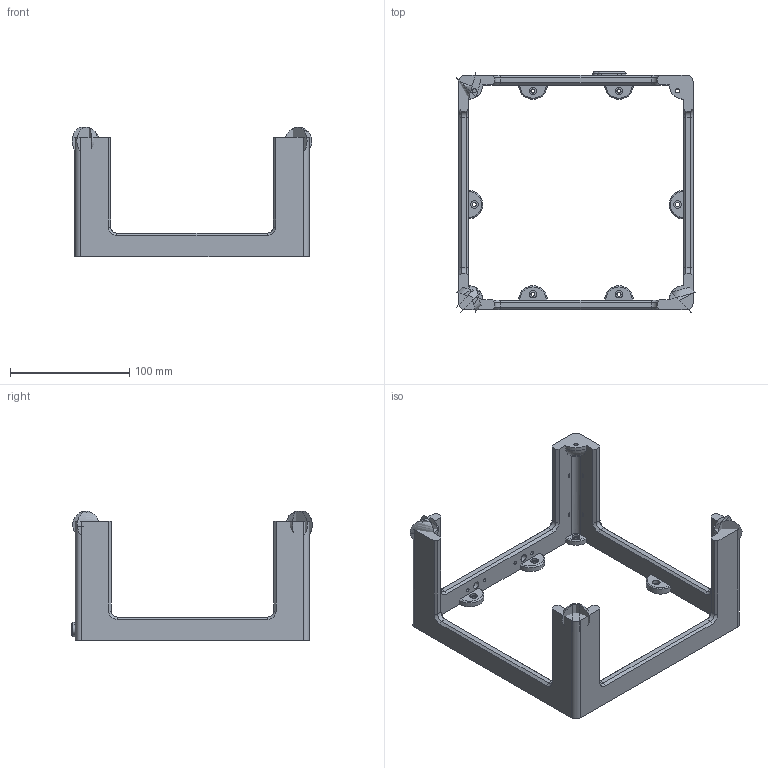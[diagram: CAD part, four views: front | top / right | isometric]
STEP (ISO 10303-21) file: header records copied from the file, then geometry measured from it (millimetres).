
FILE_DESCRIPTION(('FreeCAD Model'),'2;1');
FILE_NAME('Open CASCADE Shape Model','2023-04-29T20:41:28',('Author'),( ''),'Open CASCADE STEP processor 7.5','FreeCAD','Unknown');
FILE_SCHEMA(('AUTOMOTIVE_DESIGN { 1 0 10303 214 1 1 1 1 }'));
Length unit declared in the file: millimetre
Products named in the file (3): bottom.frame; bottom.half.frame; lid.rod.R
Assembly tree (2 placements, depth 2):
  bottom.frame
    bottom.half.frame
    lid.rod.R
Bounding box: 200.48 x 201.22 x 108.67 mm (x, y, z)
Volume: 213407.2 mm3; surface area: 86811.8 mm2
Topology: 2 solids, 2 shells, 235 faces, 678 edges, 425 vertices
Faces by surface type: plane 113, cylinder 78, cone 32, bspline 8, sphere 4
Full cylindrical faces by diameter (mm): 2.8 x4, 3.4 x16, 6.2 x4, 6.4 x10
Entity records: 16214 total; most frequent: CARTESIAN_POINT 4061, DIRECTION 2237, LINE 1213, VECTOR 1213, ORIENTED_EDGE 1208, PCURVE 1208, DEFINITIONAL_REPRESENTATION 1208, EDGE_CURVE 604
